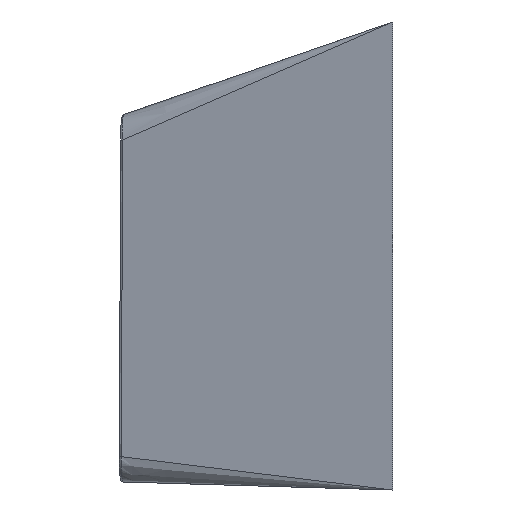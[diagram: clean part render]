
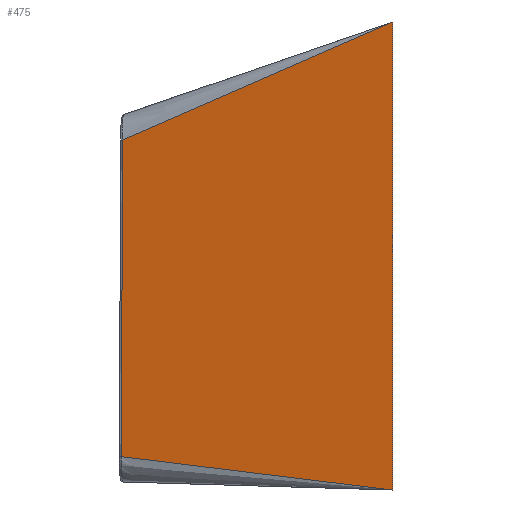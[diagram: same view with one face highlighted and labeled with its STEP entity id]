
A CAD part, left-side view. The second image highlights one B-rep face of the part: STEP entity #475.
In plain terms, the highlighted free-form (B-spline) face has degree [3, 1] with [6, 2] control points.
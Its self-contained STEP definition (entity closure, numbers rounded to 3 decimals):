
#33 = CARTESIAN_POINT ( 'NONE',  ( 2.63, 10.402, 9.4 ) ) ;
#42 = CARTESIAN_POINT ( 'NONE',  ( 2.65, 10.5, 5.007 ) ) ;
#67 = CARTESIAN_POINT ( 'NONE',  ( 2.63, 10.419, 5.341 ) ) ;
#85 = CARTESIAN_POINT ( 'NONE',  ( 0., 0., 18. ) ) ;
#98 = ORIENTED_EDGE ( 'NONE', *, *, #2563, .F. ) ;
#181 = CARTESIAN_POINT ( 'NONE',  ( 0.983, 3.88, 16.303 ) ) ;
#193 = CARTESIAN_POINT ( 'NONE',  ( 2.63, 10.394, 11.43 ) ) ;
#342 = CARTESIAN_POINT ( 'NONE',  ( 0., 0., 18. ) ) ;
#404 = B_SPLINE_CURVE_WITH_KNOTS ( 'NONE', 3,
 ( #1543, #1344, #2994, #1098 ),
 .UNSPECIFIED., .F., .F.,
 ( 4, 4 ),
 ( 0.009, 1. ),
 .UNSPECIFIED. ) ;
#413 = EDGE_LOOP ( 'NONE', ( #1151, #2930, #1593, #98 ) ) ;
#475 = ADVANCED_FACE ( 'NONE', ( #2070 ), #2480, .T. ) ;
#493 = VECTOR ( 'NONE', #543, 1000. ) ;
#543 = DIRECTION ( 'NONE',  ( 0., 0., -1. ) ) ;
#751 = CARTESIAN_POINT ( 'NONE',  ( 2.65, 10.51, 2.66 ) ) ;
#886 = B_SPLINE_CURVE_WITH_KNOTS ( 'NONE', 3,
 ( #1362, #181, #915, #2568 ),
 .UNSPECIFIED., .F., .F.,
 ( 4, 4 ),
 ( 0., 0.991 ),
 .UNSPECIFIED. ) ;
#915 = CARTESIAN_POINT ( 'NONE',  ( 1.859, 7.342, 14.79 ) ) ;
#931 = VERTEX_POINT ( 'NONE', #1554 ) ;
#985 = CARTESIAN_POINT ( 'NONE',  ( 2.65, 10.462, 14.398 ) ) ;
#986 = EDGE_CURVE ( 'NONE', #2498, #3039, #886, .T. ) ;
#992 = CARTESIAN_POINT ( 'NONE',  ( 0., 0., 18. ) ) ;
#1098 = CARTESIAN_POINT ( 'NONE',  ( 0., 0., 0. ) ) ;
#1130 = LINE ( 'NONE', #342, #493 ) ;
#1151 = ORIENTED_EDGE ( 'NONE', *, *, #986, .T. ) ;
#1187 = VERTEX_POINT ( 'NONE', #2728 ) ;
#1216 = EDGE_CURVE ( 'NONE', #931, #1187, #404, .T. ) ;
#1238 = CARTESIAN_POINT ( 'NONE',  ( 0., 0., 15. ) ) ;
#1344 = CARTESIAN_POINT ( 'NONE',  ( 1.859, 7.379, 0.906 ) ) ;
#1362 = CARTESIAN_POINT ( 'NONE',  ( 0., 0., 18. ) ) ;
#1496 = CARTESIAN_POINT ( 'NONE',  ( 2.63, 10.435, 1.282 ) ) ;
#1543 = CARTESIAN_POINT ( 'NONE',  ( 2.63, 10.435, 1.282 ) ) ;
#1554 = CARTESIAN_POINT ( 'NONE',  ( 2.63, 10.435, 1.282 ) ) ;
#1593 = ORIENTED_EDGE ( 'NONE', *, *, #1216, .T. ) ;
#1667 = CARTESIAN_POINT ( 'NONE',  ( 2.65, 10.52, 0.312 ) ) ;
#1677 = CARTESIAN_POINT ( 'NONE',  ( 0., 0., 6. ) ) ;
#1681 = CARTESIAN_POINT ( 'NONE',  ( 2.63, 10.386, 13.459 ) ) ;
#2070 = FACE_OUTER_BOUND ( 'NONE', #413, .T. ) ;
#2150 = CARTESIAN_POINT ( 'NONE',  ( 0., 0., 3. ) ) ;
#2188 = CARTESIAN_POINT ( 'NONE',  ( 2.65, 10.481, 9.703 ) ) ;
#2189 = EDGE_CURVE ( 'NONE', #3039, #931, #2917, .T. ) ;
#2391 = CARTESIAN_POINT ( 'NONE',  ( 2.65, 10.471, 12.05 ) ) ;
#2480 = B_SPLINE_SURFACE_WITH_KNOTS ( 'NONE', 3, 1, ( 
 ( #2858, #1667 ),
 ( #2150, #751 ),
 ( #1677, #42 ),
 ( #2869, #2188 ),
 ( #1238, #2391 ),
 ( #992, #985 ) ),
 .UNSPECIFIED., .F., .F., .F.,
 ( 4, 2, 4 ),
 ( 2, 2 ),
 ( 0., 0.5, 1. ),
 ( 0., 1. ),
 .UNSPECIFIED. ) ;
#2498 = VERTEX_POINT ( 'NONE', #85 ) ;
#2563 = EDGE_CURVE ( 'NONE', #2498, #1187, #1130, .T. ) ;
#2568 = CARTESIAN_POINT ( 'NONE',  ( 2.63, 10.386, 13.459 ) ) ;
#2599 = CARTESIAN_POINT ( 'NONE',  ( 2.63, 10.386, 13.459 ) ) ;
#2728 = CARTESIAN_POINT ( 'NONE',  ( 0., 0., 0. ) ) ;
#2858 = CARTESIAN_POINT ( 'NONE',  ( 0., 0., 0. ) ) ;
#2869 = CARTESIAN_POINT ( 'NONE',  ( 0., 0., 12. ) ) ;
#2891 = CARTESIAN_POINT ( 'NONE',  ( 2.63, 10.427, 3.311 ) ) ;
#2903 = CARTESIAN_POINT ( 'NONE',  ( 2.63, 10.41, 7.371 ) ) ;
#2917 = B_SPLINE_CURVE_WITH_KNOTS ( 'NONE', 3,
 ( #1681, #193, #33, #2903, #67, #2891, #1496 ),
 .UNSPECIFIED., .F., .F.,
 ( 4, 3, 4 ),
 ( 0., 0.006, 0.012 ),
 .UNSPECIFIED. ) ;
#2930 = ORIENTED_EDGE ( 'NONE', *, *, #2189, .T. ) ;
#2994 = CARTESIAN_POINT ( 'NONE',  ( 0.983, 3.901, 0.479 ) ) ;
#3039 = VERTEX_POINT ( 'NONE', #2599 ) ;
